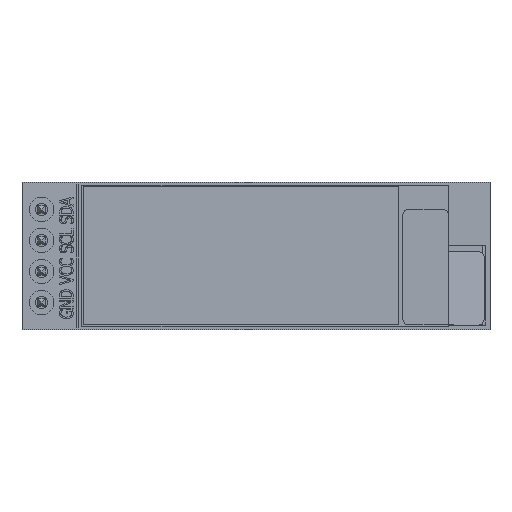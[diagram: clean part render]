
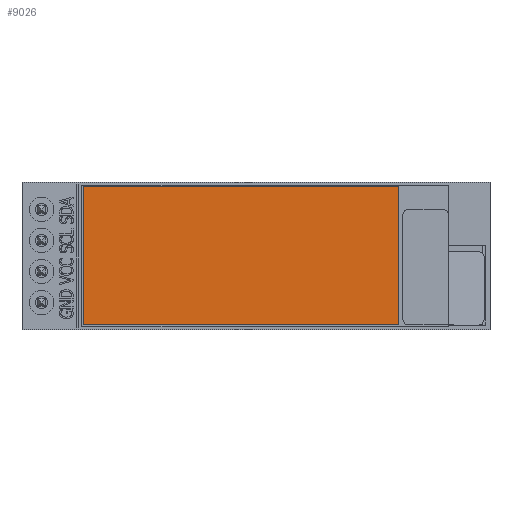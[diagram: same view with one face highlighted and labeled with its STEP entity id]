
A CAD part, top view. The second image highlights one B-rep face of the part: STEP entity #9026.
In plain terms, the highlighted planar face has unit normal (0, 0, 1).
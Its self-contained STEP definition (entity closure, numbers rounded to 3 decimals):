
#596=PLANE('',#9522);
#1065=FACE_OUTER_BOUND('',#1591,.T.);
#1591=EDGE_LOOP('',(#7324,#7325,#7326,#7327));
#2274=LINE('',#14659,#3233);
#2277=LINE('',#14665,#3236);
#2280=LINE('',#14671,#3239);
#2283=LINE('',#14675,#3242);
#3233=VECTOR('',#10637,11.3);
#3236=VECTOR('',#10642,25.8);
#3239=VECTOR('',#10647,11.3);
#3242=VECTOR('',#10652,25.8);
#4327=VERTEX_POINT('',#14656);
#4328=VERTEX_POINT('',#14658);
#4330=VERTEX_POINT('',#14664);
#4332=VERTEX_POINT('',#14670);
#5386=EDGE_CURVE('',#4328,#4327,#2274,.T.);
#5389=EDGE_CURVE('',#4330,#4328,#2277,.T.);
#5392=EDGE_CURVE('',#4332,#4330,#2280,.T.);
#5395=EDGE_CURVE('',#4327,#4332,#2283,.T.);
#7324=ORIENTED_EDGE('',*,*,#5395,.T.);
#7325=ORIENTED_EDGE('',*,*,#5392,.T.);
#7326=ORIENTED_EDGE('',*,*,#5389,.T.);
#7327=ORIENTED_EDGE('',*,*,#5386,.T.);
#9026=ADVANCED_FACE('',(#1065),#596,.T.);
#9522=AXIS2_PLACEMENT_3D('',#14676,#10653,#10654);
#10637=DIRECTION('',(0.,1.,0.));
#10642=DIRECTION('',(1.,0.,0.));
#10647=DIRECTION('',(0.,-1.,0.));
#10652=DIRECTION('',(-1.,0.,0.));
#10653=DIRECTION('center_axis',(0.,0.,1.));
#10654=DIRECTION('ref_axis',(1.,0.,0.));
#14656=CARTESIAN_POINT('',(11.7,5.65,2.51));
#14658=CARTESIAN_POINT('',(11.7,-5.65,2.51));
#14659=CARTESIAN_POINT('',(11.7,5.65,2.51));
#14664=CARTESIAN_POINT('',(-14.1,-5.65,2.51));
#14665=CARTESIAN_POINT('',(11.7,-5.65,2.51));
#14670=CARTESIAN_POINT('',(-14.1,5.65,2.51));
#14671=CARTESIAN_POINT('',(-14.1,-5.65,2.51));
#14675=CARTESIAN_POINT('',(-14.1,5.65,2.51));
#14676=CARTESIAN_POINT('Origin',(-1.2,0.,2.51));
